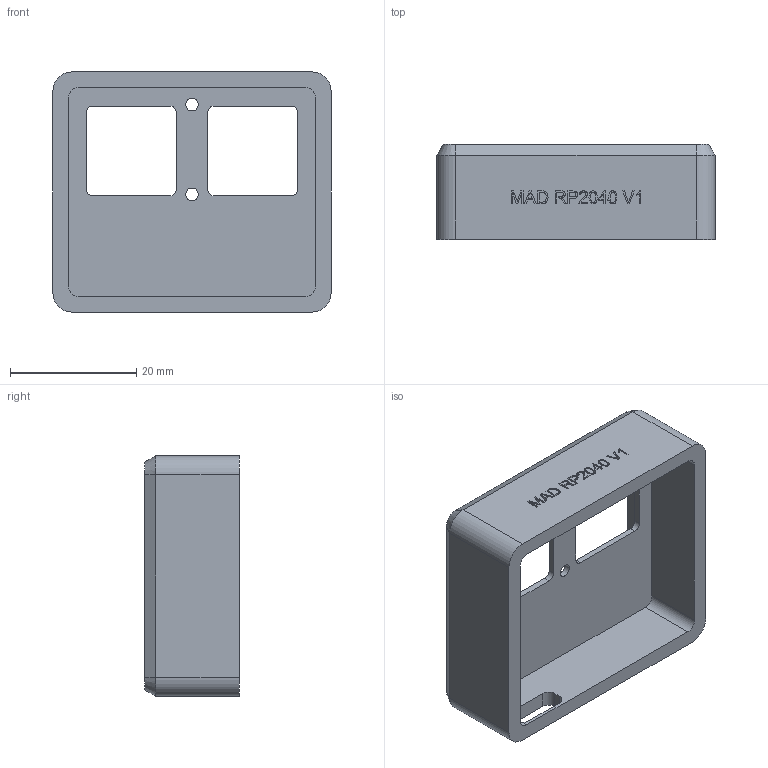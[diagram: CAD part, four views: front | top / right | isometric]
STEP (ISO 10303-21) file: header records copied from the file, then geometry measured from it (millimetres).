
FILE_DESCRIPTION(/* description */ (''),/* implementation_level */ '2;1');
FILE_NAME(/* name */ 'MadRP2040 Case v44.step',/* time_stamp */ '2025-09-16T20:31:12+10:00',/* author */ (''),/* organization */ (''),/* preprocessor_version */ 'ST-DEVELOPER v20.1',/* originating_system */ 'Autodesk Translation Framework v14.10.0.0',/* authorisation */ '');
FILE_SCHEMA (('AUTOMOTIVE_DESIGN { 1 0 10303 214 3 1 1 }'));
Length unit declared in the file: millimetre
Products named in the file (1): MadRP2040 Case
Bounding box: 44 x 15 x 38 mm (x, y, z)
Volume: 6342 mm3; surface area: 6899.7 mm2
Topology: 1 solids, 1 shells, 270 faces, 739 edges, 490 vertices
Faces by surface type: plane 129, bspline 111, cylinder 26, cone 4
Full cylindrical faces by diameter (mm): 2 x2
Entity records: 9591 total; most frequent: CARTESIAN_POINT 3397, ORIENTED_EDGE 1478, DIRECTION 891, EDGE_CURVE 739, VERTEX_POINT 490, LINE 459, VECTOR 459, EDGE_LOOP 299
